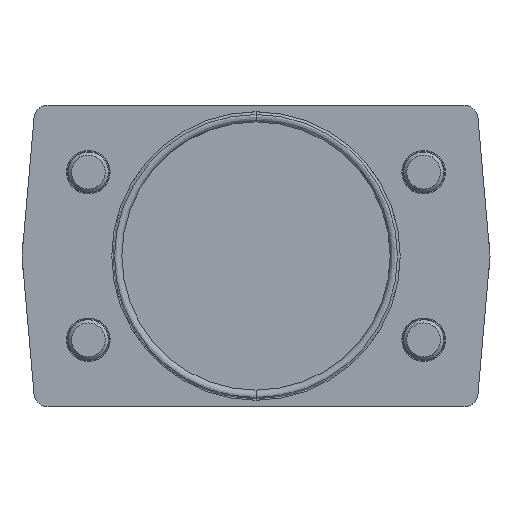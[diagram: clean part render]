
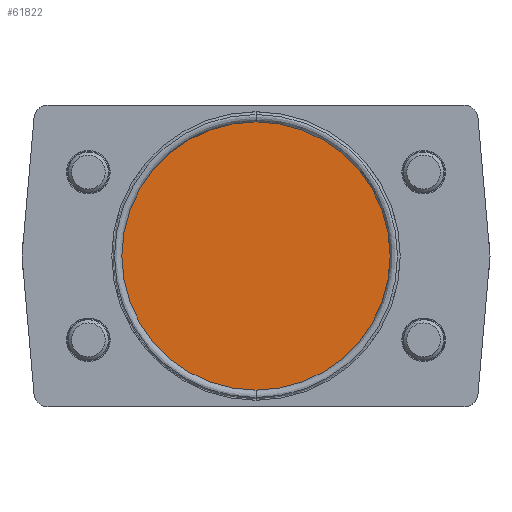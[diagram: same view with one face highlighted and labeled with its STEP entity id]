
A CAD part, front view. The second image highlights one B-rep face of the part: STEP entity #61822.
In plain terms, the highlighted planar face has unit normal (0, -1, 0).
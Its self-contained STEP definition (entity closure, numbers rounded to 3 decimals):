
#1218 = CARTESIAN_POINT ( 'NONE',  ( 0., 3., 0. ) ) ;
#1243 = CARTESIAN_POINT ( 'NONE',  ( -40., 3., 0. ) ) ;
#3855 = ORIENTED_EDGE ( 'NONE', *, *, #25174, .F. ) ;
#7875 = FACE_OUTER_BOUND ( 'NONE', #41504, .T. ) ;
#8847 = DIRECTION ( 'NONE',  ( -1., 0., 0. ) ) ;
#9154 = ORIENTED_EDGE ( 'NONE', *, *, #77010, .F. ) ;
#15654 = CARTESIAN_POINT ( 'NONE',  ( 40., 3., 0. ) ) ;
#23207 = AXIS2_PLACEMENT_3D ( 'NONE', #1218, #54381, #8847 ) ;
#23577 = VERTEX_POINT ( 'NONE', #1243 ) ;
#24568 = VERTEX_POINT ( 'NONE', #15654 ) ;
#24588 = PLANE ( 'NONE',  #45485 ) ;
#25174 = EDGE_CURVE ( 'NONE', #23577, #24568, #34619, .T. ) ;
#31569 = CARTESIAN_POINT ( 'NONE',  ( 0., 3., 0. ) ) ;
#34619 = CIRCLE ( 'NONE', #23207, 40. ) ;
#39175 = DIRECTION ( 'NONE',  ( -1., 0., 0. ) ) ;
#39778 = DIRECTION ( 'NONE',  ( 0., 0., 1. ) ) ;
#41504 = EDGE_LOOP ( 'NONE', ( #9154, #3855 ) ) ;
#45485 = AXIS2_PLACEMENT_3D ( 'NONE', #77674, #85415, #39778 ) ;
#54381 = DIRECTION ( 'NONE',  ( 0., 1., 0. ) ) ;
#61822 = ADVANCED_FACE ( 'NONE', ( #7875 ), #24588, .F. ) ;
#65072 = AXIS2_PLACEMENT_3D ( 'NONE', #31569, #84788, #39175 ) ;
#68931 = CIRCLE ( 'NONE', #65072, 40. ) ;
#77010 = EDGE_CURVE ( 'NONE', #24568, #23577, #68931, .T. ) ;
#77674 = CARTESIAN_POINT ( 'NONE',  ( 62., 3., 40.8 ) ) ;
#84788 = DIRECTION ( 'NONE',  ( 0., 1., 0. ) ) ;
#85415 = DIRECTION ( 'NONE',  ( 0., 1., 0. ) ) ;
